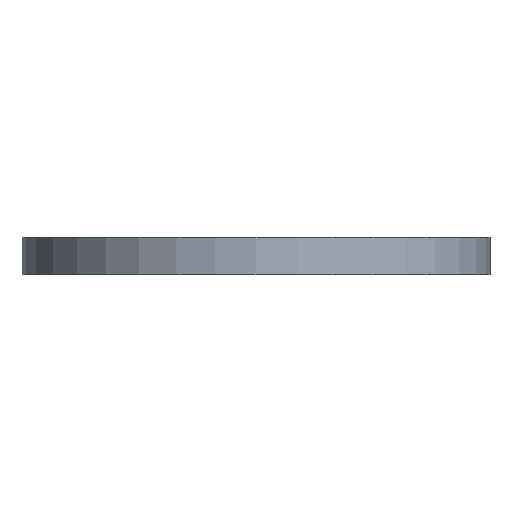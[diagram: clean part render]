
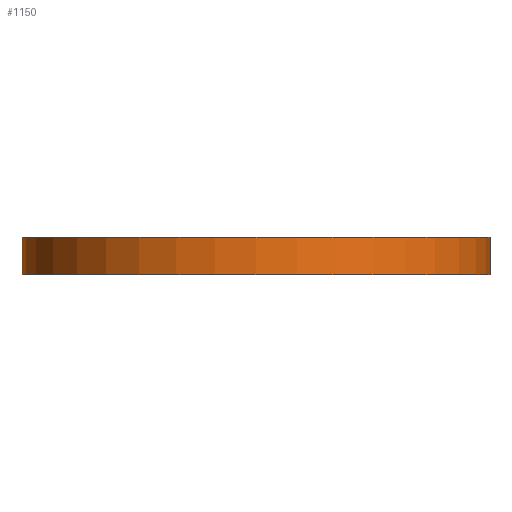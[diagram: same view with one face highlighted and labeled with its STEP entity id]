
A CAD part, front view. The second image highlights one B-rep face of the part: STEP entity #1150.
In plain terms, the highlighted cylindrical face has radius 14.97 mm (diameter 29.94 mm), a full revolution.
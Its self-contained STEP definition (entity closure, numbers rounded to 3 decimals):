
#1150 = ADVANCED_FACE( '', ( #2432, #2433 ), #2434, .T. );
#2432 = FACE_OUTER_BOUND( '', #6409, .T. );
#2433 = FACE_OUTER_BOUND( '', #6410, .T. );
#2434 = CYLINDRICAL_SURFACE( '', #6411, 14.97 );
#6409 = EDGE_LOOP( '', ( #10940 ) );
#6410 = EDGE_LOOP( '', ( #10941 ) );
#6411 = AXIS2_PLACEMENT_3D( '', #10942, #10943, #10944 );
#10940 = ORIENTED_EDGE( '', *, *, #13311, .T. );
#10941 = ORIENTED_EDGE( '', *, *, #13075, .T. );
#10942 = CARTESIAN_POINT( '', ( 0., 0., 0. ) );
#10943 = DIRECTION( '', ( 0., 0., 1. ) );
#10944 = DIRECTION( '', ( 1., 0., 0. ) );
#13075 = EDGE_CURVE( '', #15774, #15774, #15775, .F. );
#13311 = EDGE_CURVE( '', #16056, #16056, #16057, .F. );
#15774 = VERTEX_POINT( '', #20344 );
#15775 = CIRCLE( '', #20345, 14.97 );
#16056 = VERTEX_POINT( '', #20857 );
#16057 = CIRCLE( '', #20858, 14.97 );
#20344 = CARTESIAN_POINT( '', ( 14.97, 0., 0. ) );
#20345 = AXIS2_PLACEMENT_3D( '', #22192, #22193, #22194 );
#20857 = CARTESIAN_POINT( '', ( -14.97, 0., -2.4 ) );
#20858 = AXIS2_PLACEMENT_3D( '', #22259, #22260, #22261 );
#22192 = CARTESIAN_POINT( '', ( 0., 0., 0. ) );
#22193 = DIRECTION( '', ( 0., 0., 1. ) );
#22194 = DIRECTION( '', ( 1., 0., 0. ) );
#22259 = CARTESIAN_POINT( '', ( 0., 0., -2.4 ) );
#22260 = DIRECTION( '', ( 0., 0., -1. ) );
#22261 = DIRECTION( '', ( -1., 0., 0. ) );
